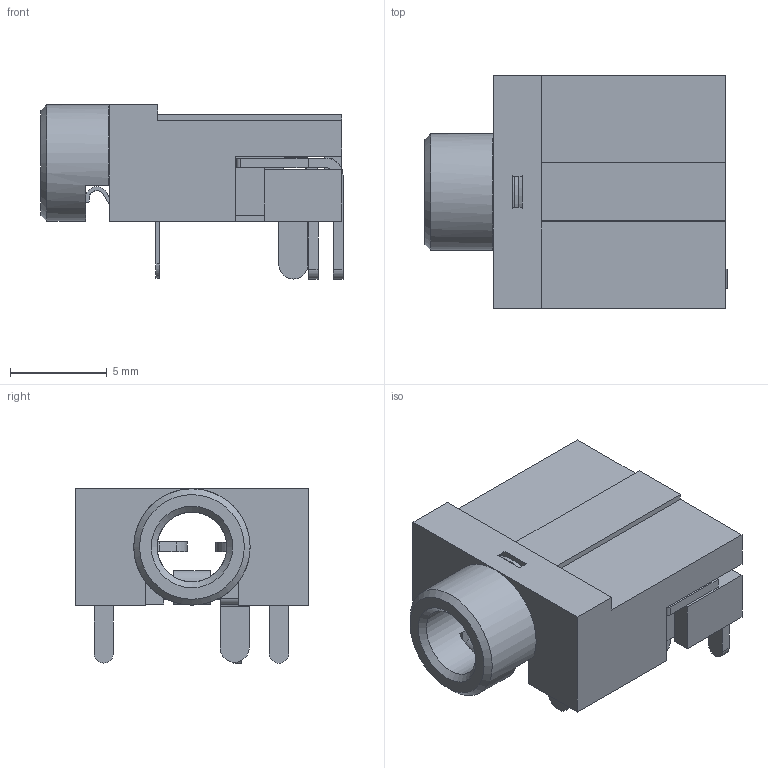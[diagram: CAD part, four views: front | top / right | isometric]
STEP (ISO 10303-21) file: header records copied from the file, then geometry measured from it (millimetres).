
FILE_DESCRIPTION(/* description */ ('Alibre Inc.'),/* implementation_level */ '2;1');
FILE_NAME(/* name */ 'export0',/* time_stamp */ '2014-07-28T09:55:58+09:00',/* author */ (''),/* organization */ (''),/* preprocessor_version */ 'ST-DEVELOPER v14',/* originating_system */ 'Alibre',/* authorisation */ '');
FILE_SCHEMA (('CONFIG_CONTROL_DESIGN'));
Length unit declared in the file: centimetre
Products named in the file (1): ID_2
Bounding box: 15.58 x 12 x 9 mm (x, y, z)
Volume: 593 mm3; surface area: 1416.2 mm2
Topology: 1 solids, 1 shells, 276 faces, 839 edges, 551 vertices
Faces by surface type: plane 217, cylinder 53, torus 3, cone 3
Full cylindrical faces by diameter (mm): 3.6 x2, 6 x1
Entity records: 8766 total; most frequent: ORIENTED_EDGE 1662, CARTESIAN_POINT 1592, DIRECTION 1175, EDGE_CURVE 831, VECTOR 643, LINE 643, VERTEX_POINT 548, AXIS2_PLACEMENT_3D 359
